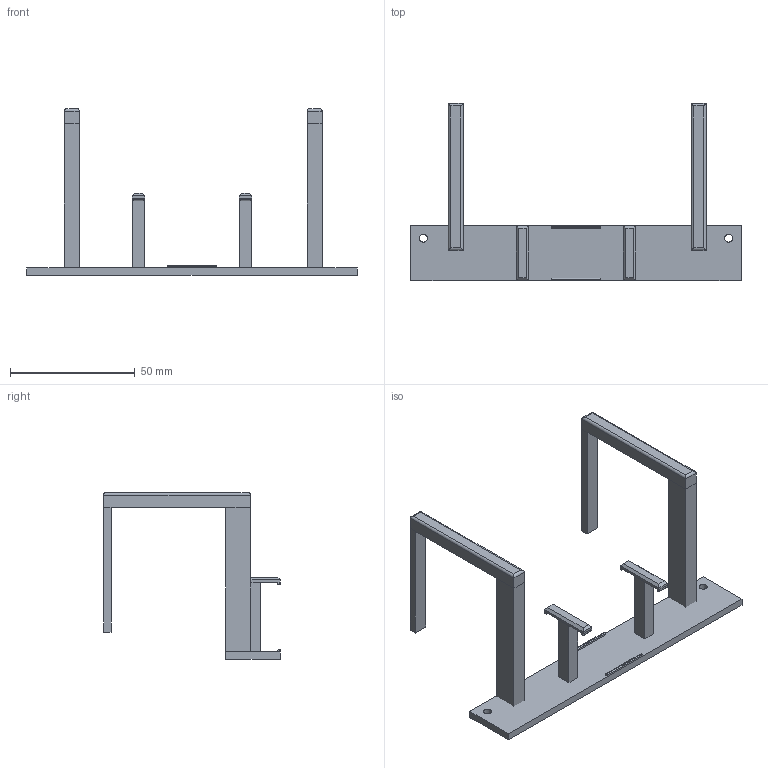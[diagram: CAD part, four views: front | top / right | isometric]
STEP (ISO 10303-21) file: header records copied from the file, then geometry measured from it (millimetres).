
FILE_DESCRIPTION(('FreeCAD Model'),'2;1');
FILE_NAME('Open CASCADE Shape Model','2023-07-20T22:35:59',('Author'),( ''),'Open CASCADE STEP processor 7.6','FreeCAD','Unknown');
FILE_SCHEMA(('AUTOMOTIVE_DESIGN { 1 0 10303 214 1 1 1 1 }'));
Length unit declared in the file: millimetre
Products named in the file (4): Unnamed; BatteryPoleRight; BatteryPoleLeft; Baseplate
Assembly tree (3 placements, depth 2):
  Unnamed
    BatteryPoleRight
    BatteryPoleLeft
    Baseplate
Bounding box: 132.5 x 71 x 67 mm (x, y, z)
Volume: 24140 mm3; surface area: 17175.8 mm2
Topology: 3 solids, 3 shells, 132 faces, 288 edges, 164 vertices
Faces by surface type: plane 98, cylinder 34
Full cylindrical faces by diameter (mm): 3.2 x2
Entity records: 7584 total; most frequent: CARTESIAN_POINT 1582, DIRECTION 1106, LINE 760, VECTOR 760, ORIENTED_EDGE 576, PCURVE 576, DEFINITIONAL_REPRESENTATION 576, EDGE_CURVE 288
